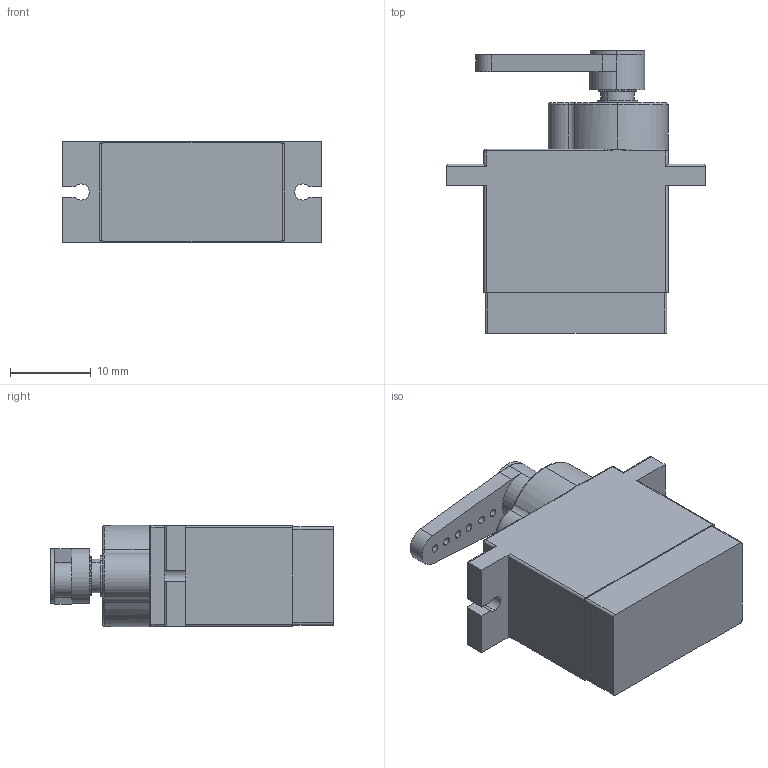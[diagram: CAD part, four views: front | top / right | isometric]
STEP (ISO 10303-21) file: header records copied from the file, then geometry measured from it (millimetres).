
FILE_DESCRIPTION (( 'STEP AP203' ), '1' );
FILE_NAME ('assembly.STEP', '2022-12-31T17:09:41', ( '' ), ( '' ), 'SwSTEP 2.0', 'SolidWorks 2021', '' );
FILE_SCHEMA (( 'CONFIG_CONTROL_DESIGN' ));
Length unit declared in the file: inch
Products named in the file (4): MG90servo_body; MG90servo_shaft; MG90servo_singleHorn; assembly
Assembly tree (3 placements, depth 2):
  assembly
    MG90servo_body
    MG90servo_shaft
    MG90servo_singleHorn
Bounding box: 32.05 x 34.95 x 12.5 mm (x, y, z)
Volume: 7768.5 mm3; surface area: 3330.5 mm2
Topology: 3 solids, 3 shells, 233 faces, 591 edges, 365 vertices
Faces by surface type: plane 127, cylinder 90, torus 10, bspline 6
Entity records: 7528 total; most frequent: CARTESIAN_POINT 1381, DIRECTION 1264, ORIENTED_EDGE 1170, EDGE_CURVE 585, AXIS2_PLACEMENT_3D 460, VERTEX_POINT 365, VECTOR 344, LINE 344
